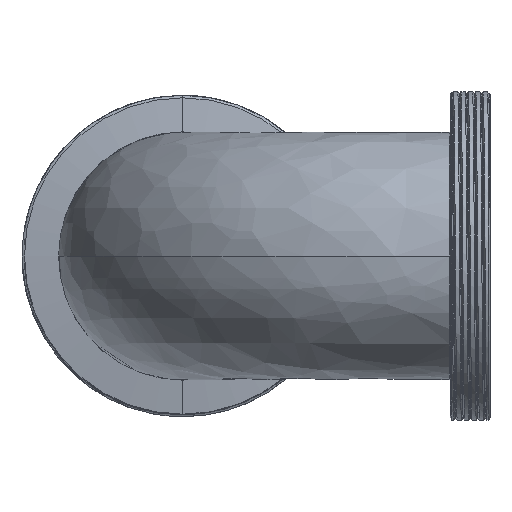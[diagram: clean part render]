
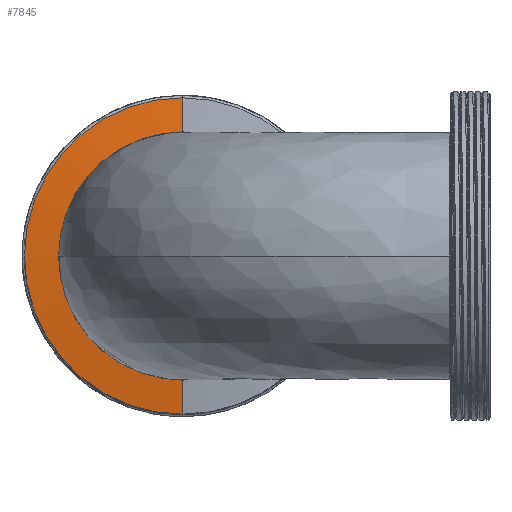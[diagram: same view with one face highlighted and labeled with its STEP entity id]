
A CAD part, left-side view. The second image highlights one B-rep face of the part: STEP entity #7845.
In plain terms, the highlighted conical face has half-angle 82.569 degrees and reference radius 64 mm.
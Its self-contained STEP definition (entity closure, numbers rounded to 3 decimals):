
#4 = AXIS2_PLACEMENT_3D ( 'NONE', #14613, #9986, #12380 ) ;
#423 = CARTESIAN_POINT ( 'NONE',  ( -17.743, 120., 50.199 ) ) ;
#636 = DIRECTION ( 'NONE',  ( 0.129, 0., 0.992 ) ) ;
#944 = VECTOR ( 'NONE', #636, 1000. ) ;
#1032 = ORIENTED_EDGE ( 'NONE', *, *, #8376, .T. ) ;
#2051 = DIRECTION ( 'NONE',  ( 0., 0., -1. ) ) ;
#2781 = CARTESIAN_POINT ( 'NONE',  ( -15.943, 120., -64. ) ) ;
#3171 = CARTESIAN_POINT ( 'NONE',  ( -15.943, 120., -64. ) ) ;
#3851 = VERTEX_POINT ( 'NONE', #11753 ) ;
#3888 = CARTESIAN_POINT ( 'NONE',  ( -15.943, 120., 64. ) ) ;
#3890 = EDGE_CURVE ( 'NONE', #3851, #11479, #15518, .T. ) ;
#4231 = CARTESIAN_POINT ( 'NONE',  ( -17.743, 120., -50.199 ) ) ;
#4321 = ORIENTED_EDGE ( 'NONE', *, *, #5707, .F. ) ;
#4375 = EDGE_CURVE ( 'NONE', #15626, #13948, #8136, .T. ) ;
#4752 = CONICAL_SURFACE ( 'NONE', #7541, 64., 1.441 ) ;
#5058 = AXIS2_PLACEMENT_3D ( 'NONE', #12931, #11736, #9361 ) ;
#5707 = EDGE_CURVE ( 'NONE', #13948, #11479, #9852, .T. ) ;
#6283 = DIRECTION ( 'NONE',  ( 0.129, 0., -0.992 ) ) ;
#7541 = AXIS2_PLACEMENT_3D ( 'NONE', #9598, #14526, #2051 ) ;
#7845 = ADVANCED_FACE ( 'NONE', ( #14372 ), #4752, .T. ) ;
#8113 = VECTOR ( 'NONE', #6283, 1000. ) ;
#8136 = CIRCLE ( 'NONE', #5058, 50.199 ) ;
#8376 = EDGE_CURVE ( 'NONE', #15626, #3851, #11518, .T. ) ;
#9361 = DIRECTION ( 'NONE',  ( 0., 0., 1. ) ) ;
#9598 = CARTESIAN_POINT ( 'NONE',  ( -15.943, 120., 0. ) ) ;
#9852 = LINE ( 'NONE', #2781, #8113 ) ;
#9986 = DIRECTION ( 'NONE',  ( -1., 0., 0. ) ) ;
#10616 = ORIENTED_EDGE ( 'NONE', *, *, #4375, .F. ) ;
#11479 = VERTEX_POINT ( 'NONE', #3171 ) ;
#11518 = LINE ( 'NONE', #3888, #944 ) ;
#11736 = DIRECTION ( 'NONE',  ( -1., 0., 0. ) ) ;
#11753 = CARTESIAN_POINT ( 'NONE',  ( -15.943, 120., 64. ) ) ;
#11880 = ORIENTED_EDGE ( 'NONE', *, *, #3890, .T. ) ;
#12380 = DIRECTION ( 'NONE',  ( 0., 0., 1. ) ) ;
#12931 = CARTESIAN_POINT ( 'NONE',  ( -17.743, 120., 0. ) ) ;
#13135 = EDGE_LOOP ( 'NONE', ( #10616, #1032, #11880, #4321 ) ) ;
#13948 = VERTEX_POINT ( 'NONE', #4231 ) ;
#14372 = FACE_OUTER_BOUND ( 'NONE', #13135, .T. ) ;
#14526 = DIRECTION ( 'NONE',  ( 1., 0., 0. ) ) ;
#14613 = CARTESIAN_POINT ( 'NONE',  ( -15.943, 120., 0. ) ) ;
#15518 = CIRCLE ( 'NONE', #4, 64. ) ;
#15626 = VERTEX_POINT ( 'NONE', #423 ) ;
